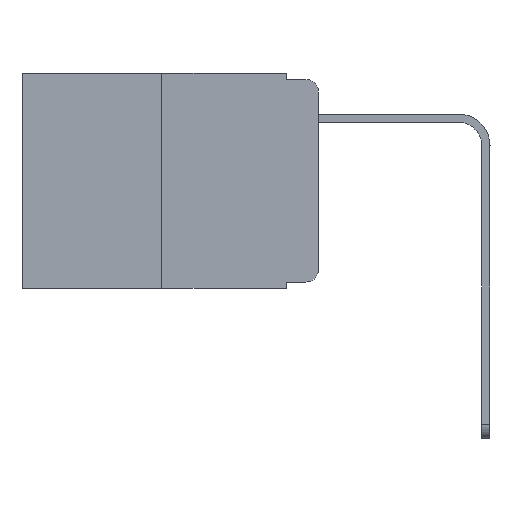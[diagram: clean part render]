
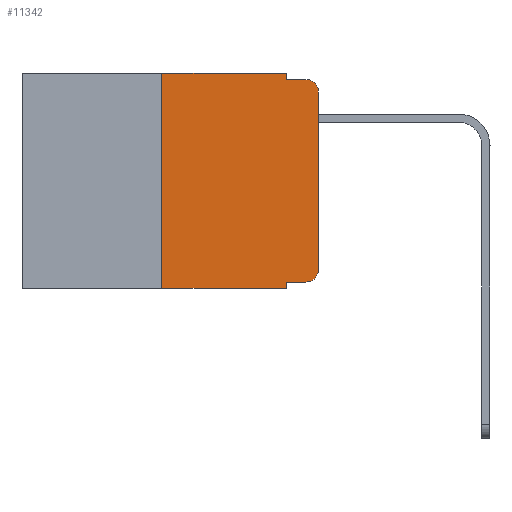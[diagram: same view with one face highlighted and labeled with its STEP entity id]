
A CAD part, left-side view. The second image highlights one B-rep face of the part: STEP entity #11342.
In plain terms, the highlighted planar face has unit normal (-1, 0, 0).
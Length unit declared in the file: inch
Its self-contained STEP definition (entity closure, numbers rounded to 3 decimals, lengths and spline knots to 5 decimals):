
#214 = VERTEX_POINT ( 'NONE', #21990 ) ;
#350 = CARTESIAN_POINT ( 'NONE',  ( 0., 0.25, 0. ) ) ;
#373 = CARTESIAN_POINT ( 'NONE',  ( 0., 0.02, -0.01 ) ) ;
#501 = ORIENTED_EDGE ( 'NONE', *, *, #12278, .T. ) ;
#972 = LINE ( 'NONE', #16540, #13117 ) ;
#1065 = VERTEX_POINT ( 'NONE', #3235 ) ;
#1217 = EDGE_LOOP ( 'NONE', ( #13470, #501, #8743, #11695, #6513, #24985, #15211, #21024, #17757, #21286 ) ) ;
#1853 = CIRCLE ( 'NONE', #1935, 0.02 ) ;
#1935 = AXIS2_PLACEMENT_3D ( 'NONE', #15924, #6216, #19901 ) ;
#1978 = CARTESIAN_POINT ( 'NONE',  ( 0., 0.051, -0.01 ) ) ;
#2478 = LINE ( 'NONE', #20204, #12170 ) ;
#2745 = DIRECTION ( 'NONE',  ( 1., 0., 0. ) ) ;
#2962 = VERTEX_POINT ( 'NONE', #8005 ) ;
#3089 = DIRECTION ( 'NONE',  ( 0., -1., 0. ) ) ;
#3235 = CARTESIAN_POINT ( 'NONE',  ( 0., 0.25, -0.343 ) ) ;
#4127 = VERTEX_POINT ( 'NONE', #11708 ) ;
#6004 = VERTEX_POINT ( 'NONE', #23336 ) ;
#6216 = DIRECTION ( 'NONE',  ( -1., 0., 0. ) ) ;
#6513 = ORIENTED_EDGE ( 'NONE', *, *, #10275, .F. ) ;
#6651 = DIRECTION ( 'NONE',  ( 0., 0., 1. ) ) ;
#7058 = EDGE_CURVE ( 'NONE', #14741, #6004, #9876, .T. ) ;
#7331 = VERTEX_POINT ( 'NONE', #20279 ) ;
#7414 = AXIS2_PLACEMENT_3D ( 'NONE', #19995, #2745, #22297 ) ;
#8005 = CARTESIAN_POINT ( 'NONE',  ( 0., 0.051, -0.333 ) ) ;
#8743 = ORIENTED_EDGE ( 'NONE', *, *, #24083, .F. ) ;
#9108 = VERTEX_POINT ( 'NONE', #373 ) ;
#9505 = LINE ( 'NONE', #11182, #11637 ) ;
#9876 = LINE ( 'NONE', #23901, #21982 ) ;
#10275 = EDGE_CURVE ( 'NONE', #12743, #19477, #14052, .T. ) ;
#10780 = CARTESIAN_POINT ( 'NONE',  ( 0., 0.473, 0. ) ) ;
#10782 = CIRCLE ( 'NONE', #17579, 0.02 ) ;
#11182 = CARTESIAN_POINT ( 'NONE',  ( 0., 0.473, -0.343 ) ) ;
#11342 = ADVANCED_FACE ( 'NONE', ( #17019 ), #16108, .F. ) ;
#11590 = CARTESIAN_POINT ( 'NONE',  ( 0., 0., -0.313 ) ) ;
#11618 = CARTESIAN_POINT ( 'NONE',  ( 0., 0.02, -0.313 ) ) ;
#11637 = VECTOR ( 'NONE', #15230, 39.37008 ) ;
#11695 = ORIENTED_EDGE ( 'NONE', *, *, #13951, .F. ) ;
#11708 = CARTESIAN_POINT ( 'NONE',  ( 0., 0.051, -0.01 ) ) ;
#12170 = VECTOR ( 'NONE', #14711, 39.37008 ) ;
#12278 = EDGE_CURVE ( 'NONE', #6004, #9108, #1853, .T. ) ;
#12743 = VERTEX_POINT ( 'NONE', #350 ) ;
#13117 = VECTOR ( 'NONE', #6651, 39.37008 ) ;
#13470 = ORIENTED_EDGE ( 'NONE', *, *, #7058, .T. ) ;
#13951 = EDGE_CURVE ( 'NONE', #19477, #4127, #18072, .T. ) ;
#14052 = LINE ( 'NONE', #10780, #19792 ) ;
#14711 = DIRECTION ( 'NONE',  ( 0., -1., 0. ) ) ;
#14741 = VERTEX_POINT ( 'NONE', #11590 ) ;
#15211 = ORIENTED_EDGE ( 'NONE', *, *, #21369, .T. ) ;
#15230 = DIRECTION ( 'NONE',  ( 0., -1., 0. ) ) ;
#15924 = CARTESIAN_POINT ( 'NONE',  ( 0., 0.02, -0.03 ) ) ;
#16108 = PLANE ( 'NONE',  #7414 ) ;
#16540 = CARTESIAN_POINT ( 'NONE',  ( 0., 0.25, 0. ) ) ;
#16564 = VECTOR ( 'NONE', #24595, 39.37008 ) ;
#16987 = EDGE_CURVE ( 'NONE', #2962, #214, #22015, .T. ) ;
#17019 = FACE_OUTER_BOUND ( 'NONE', #1217, .T. ) ;
#17502 = EDGE_CURVE ( 'NONE', #7331, #14741, #10782, .T. ) ;
#17579 = AXIS2_PLACEMENT_3D ( 'NONE', #11618, #20918, #24935 ) ;
#17757 = ORIENTED_EDGE ( 'NONE', *, *, #19930, .T. ) ;
#18072 = LINE ( 'NONE', #18472, #16564 ) ;
#18472 = CARTESIAN_POINT ( 'NONE',  ( 0., 0.051, 0. ) ) ;
#19229 = DIRECTION ( 'NONE',  ( 0., -1., 0. ) ) ;
#19477 = VERTEX_POINT ( 'NONE', #20060 ) ;
#19792 = VECTOR ( 'NONE', #3089, 39.37008 ) ;
#19800 = DIRECTION ( 'NONE',  ( 0., 0., 1. ) ) ;
#19901 = DIRECTION ( 'NONE',  ( 0., 0., -1. ) ) ;
#19930 = EDGE_CURVE ( 'NONE', #2962, #7331, #2478, .T. ) ;
#19995 = CARTESIAN_POINT ( 'NONE',  ( 0., 0.473, 0. ) ) ;
#20060 = CARTESIAN_POINT ( 'NONE',  ( 0., 0.051, 0. ) ) ;
#20204 = CARTESIAN_POINT ( 'NONE',  ( 0., 0.051, -0.333 ) ) ;
#20279 = CARTESIAN_POINT ( 'NONE',  ( 0., 0.02, -0.333 ) ) ;
#20599 = VECTOR ( 'NONE', #19229, 39.37008 ) ;
#20918 = DIRECTION ( 'NONE',  ( -1., 0., 0. ) ) ;
#21024 = ORIENTED_EDGE ( 'NONE', *, *, #16987, .F. ) ;
#21286 = ORIENTED_EDGE ( 'NONE', *, *, #17502, .T. ) ;
#21369 = EDGE_CURVE ( 'NONE', #1065, #214, #9505, .T. ) ;
#21982 = VECTOR ( 'NONE', #19800, 39.37008 ) ;
#21990 = CARTESIAN_POINT ( 'NONE',  ( 0., 0.051, -0.343 ) ) ;
#22015 = LINE ( 'NONE', #23168, #23864 ) ;
#22297 = DIRECTION ( 'NONE',  ( 0., 0., -1. ) ) ;
#22303 = EDGE_CURVE ( 'NONE', #1065, #12743, #972, .T. ) ;
#23168 = CARTESIAN_POINT ( 'NONE',  ( 0., 0.051, 0. ) ) ;
#23255 = DIRECTION ( 'NONE',  ( 0., 0., -1. ) ) ;
#23336 = CARTESIAN_POINT ( 'NONE',  ( 0., 0., -0.03 ) ) ;
#23661 = LINE ( 'NONE', #1978, #20599 ) ;
#23864 = VECTOR ( 'NONE', #23255, 39.37008 ) ;
#23901 = CARTESIAN_POINT ( 'NONE',  ( 0., 0., 0. ) ) ;
#24083 = EDGE_CURVE ( 'NONE', #4127, #9108, #23661, .T. ) ;
#24595 = DIRECTION ( 'NONE',  ( 0., 0., -1. ) ) ;
#24935 = DIRECTION ( 'NONE',  ( 0., 0., -1. ) ) ;
#24985 = ORIENTED_EDGE ( 'NONE', *, *, #22303, .F. ) ;
